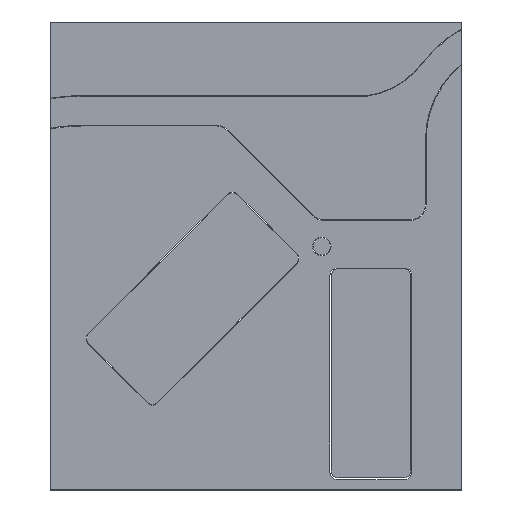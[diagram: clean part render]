
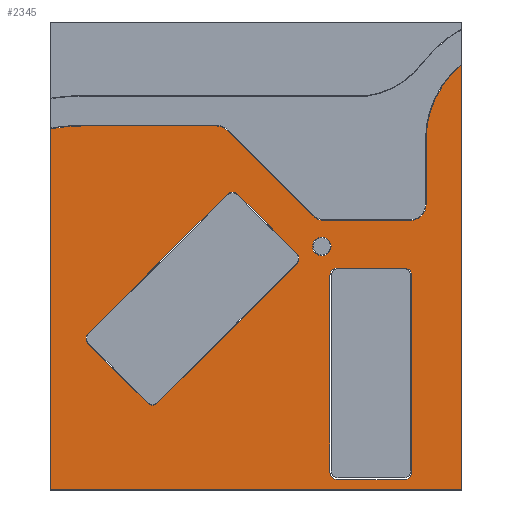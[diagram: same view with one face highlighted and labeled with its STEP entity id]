
A CAD part, top view. The second image highlights one B-rep face of the part: STEP entity #2345.
In plain terms, the highlighted planar face has unit normal (0, 0, 1).
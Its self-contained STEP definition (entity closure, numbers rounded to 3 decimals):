
#1391 = VERTEX_POINT('',#1392);
#1392 = CARTESIAN_POINT('',(189.025,-1878.759,0.5));
#1398 = EDGE_CURVE('',#1399,#1391,#1401,.T.);
#1399 = VERTEX_POINT('',#1400);
#1400 = CARTESIAN_POINT('',(190.179,-1876.306,0.5));
#1401 = CIRCLE('',#1402,3.185);
#1402 = AXIS2_PLACEMENT_3D('',#1403,#1404,#1405);
#1403 = CARTESIAN_POINT('',(192.21,-1878.759,0.5));
#1404 = DIRECTION('',(0.,0.,1.));
#1405 = DIRECTION('',(1.,0.,0.));
#1422 = EDGE_CURVE('',#1391,#1423,#1425,.T.);
#1423 = VERTEX_POINT('',#1424);
#1424 = CARTESIAN_POINT('',(189.025,-1880.842,0.5));
#1425 = LINE('',#1426,#1427);
#1426 = CARTESIAN_POINT('',(189.025,-1878.759,0.5));
#1427 = VECTOR('',#1428,1.);
#1428 = DIRECTION('',(0.,-1.,0.));
#1462 = EDGE_CURVE('',#1463,#1423,#1465,.T.);
#1463 = VERTEX_POINT('',#1464);
#1464 = CARTESIAN_POINT('',(188.527,-1881.34,0.5));
#1465 = CIRCLE('',#1466,0.498);
#1466 = AXIS2_PLACEMENT_3D('',#1467,#1468,#1469);
#1467 = CARTESIAN_POINT('',(188.527,-1880.842,0.5));
#1468 = DIRECTION('',(0.,0.,1.));
#1469 = DIRECTION('',(1.,0.,0.));
#1486 = EDGE_CURVE('',#1463,#1487,#1489,.T.);
#1487 = VERTEX_POINT('',#1488);
#1488 = CARTESIAN_POINT('',(185.715,-1881.34,0.5));
#1489 = LINE('',#1490,#1491);
#1490 = CARTESIAN_POINT('',(188.527,-1881.34,0.5));
#1491 = VECTOR('',#1492,1.);
#1492 = DIRECTION('',(-1.,0.,0.));
#1526 = EDGE_CURVE('',#1527,#1487,#1529,.T.);
#1527 = VERTEX_POINT('',#1528);
#1528 = CARTESIAN_POINT('',(185.363,-1881.194,0.5));
#1529 = CIRCLE('',#1530,0.498);
#1530 = AXIS2_PLACEMENT_3D('',#1531,#1532,#1533);
#1531 = CARTESIAN_POINT('',(185.715,-1880.842,0.5));
#1532 = DIRECTION('',(0.,0.,1.));
#1533 = DIRECTION('',(1.,0.,0.));
#1550 = EDGE_CURVE('',#1527,#1551,#1553,.T.);
#1551 = VERTEX_POINT('',#1552);
#1552 = CARTESIAN_POINT('',(182.613,-1878.444,0.5));
#1553 = LINE('',#1554,#1555);
#1554 = CARTESIAN_POINT('',(185.363,-1881.194,0.5));
#1555 = VECTOR('',#1556,1.);
#1556 = DIRECTION('',(-0.707,0.707,0.));
#1590 = VERTEX_POINT('',#1591);
#1591 = CARTESIAN_POINT('',(182.246,-1878.292,0.5));
#1597 = EDGE_CURVE('',#1551,#1590,#1598,.T.);
#1598 = CIRCLE('',#1599,0.518);
#1599 = AXIS2_PLACEMENT_3D('',#1600,#1601,#1602);
#1600 = CARTESIAN_POINT('',(182.246,-1878.81,0.5));
#1601 = DIRECTION('',(0.,0.,1.));
#1602 = DIRECTION('',(1.,0.,0.));
#1614 = EDGE_CURVE('',#1590,#1615,#1617,.T.);
#1615 = VERTEX_POINT('',#1616);
#1616 = CARTESIAN_POINT('',(177.942,-1878.292,0.5));
#1617 = LINE('',#1618,#1619);
#1618 = CARTESIAN_POINT('',(182.246,-1878.292,0.5));
#1619 = VECTOR('',#1620,1.);
#1620 = DIRECTION('',(-1.,0.,0.));
#1654 = VERTEX_POINT('',#1655);
#1655 = CARTESIAN_POINT('',(176.882,-1878.386,0.5));
#1661 = EDGE_CURVE('',#1615,#1654,#1662,.T.);
#1662 = CIRCLE('',#1663,6.004);
#1663 = AXIS2_PLACEMENT_3D('',#1664,#1665,#1666);
#1664 = CARTESIAN_POINT('',(177.942,-1884.296,0.5));
#1665 = DIRECTION('',(0.,0.,1.));
#1666 = DIRECTION('',(1.,0.,0.));
#1678 = EDGE_CURVE('',#1654,#1679,#1681,.T.);
#1679 = VERTEX_POINT('',#1680);
#1680 = CARTESIAN_POINT('',(176.882,-1890.055,0.5));
#1681 = LINE('',#1682,#1683);
#1682 = CARTESIAN_POINT('',(176.882,-1878.386,0.5));
#1683 = VECTOR('',#1684,1.);
#1684 = DIRECTION('',(0.,-1.,0.));
#1709 = EDGE_CURVE('',#1679,#1710,#1712,.T.);
#1710 = VERTEX_POINT('',#1711);
#1711 = CARTESIAN_POINT('',(190.179,-1890.055,0.5));
#1712 = LINE('',#1713,#1714);
#1713 = CARTESIAN_POINT('',(176.882,-1890.055,0.5));
#1714 = VECTOR('',#1715,1.);
#1715 = DIRECTION('',(1.,0.,0.));
#1740 = EDGE_CURVE('',#1399,#1710,#1741,.T.);
#1741 = LINE('',#1742,#1743);
#1742 = CARTESIAN_POINT('',(190.179,-1876.306,0.5));
#1743 = VECTOR('',#1744,1.);
#1744 = DIRECTION('',(0.,-1.,0.));
#1933 = VERTEX_POINT('',#1934);
#1934 = CARTESIAN_POINT('',(182.944,-1880.506,0.5));
#1940 = EDGE_CURVE('',#1933,#1941,#1943,.T.);
#1941 = VERTEX_POINT('',#1942);
#1942 = CARTESIAN_POINT('',(184.848,-1882.41,0.5));
#1943 = LINE('',#1944,#1945);
#1944 = CARTESIAN_POINT('',(182.944,-1880.506,0.5));
#1945 = VECTOR('',#1946,1.);
#1946 = DIRECTION('',(0.707,-0.707,0.));
#1965 = EDGE_CURVE('',#1966,#1941,#1968,.T.);
#1966 = VERTEX_POINT('',#1967);
#1967 = CARTESIAN_POINT('',(184.848,-1882.755,0.5));
#1968 = CIRCLE('',#1969,0.244);
#1969 = AXIS2_PLACEMENT_3D('',#1970,#1971,#1972);
#1970 = CARTESIAN_POINT('',(184.675,-1882.582,0.5));
#1971 = DIRECTION('',(0.,0.,1.));
#1972 = DIRECTION('',(1.,0.,0.));
#1989 = EDGE_CURVE('',#1966,#1990,#1992,.T.);
#1990 = VERTEX_POINT('',#1991);
#1991 = CARTESIAN_POINT('',(180.358,-1887.245,0.5));
#1992 = LINE('',#1993,#1994);
#1993 = CARTESIAN_POINT('',(184.848,-1882.755,0.5));
#1994 = VECTOR('',#1995,1.);
#1995 = DIRECTION('',(-0.707,-0.707,0.));
#2014 = EDGE_CURVE('',#2015,#1990,#2017,.T.);
#2015 = VERTEX_POINT('',#2016);
#2016 = CARTESIAN_POINT('',(180.013,-1887.245,0.5));
#2017 = CIRCLE('',#2018,0.244);
#2018 = AXIS2_PLACEMENT_3D('',#2019,#2020,#2021);
#2019 = CARTESIAN_POINT('',(180.185,-1887.073,0.5));
#2020 = DIRECTION('',(0.,0.,1.));
#2021 = DIRECTION('',(1.,0.,0.));
#2038 = EDGE_CURVE('',#2015,#2039,#2041,.T.);
#2039 = VERTEX_POINT('',#2040);
#2040 = CARTESIAN_POINT('',(178.109,-1885.341,0.5));
#2041 = LINE('',#2042,#2043);
#2042 = CARTESIAN_POINT('',(180.013,-1887.245,0.5));
#2043 = VECTOR('',#2044,1.);
#2044 = DIRECTION('',(-0.707,0.707,0.));
#2063 = EDGE_CURVE('',#2064,#2039,#2066,.T.);
#2064 = VERTEX_POINT('',#2065);
#2065 = CARTESIAN_POINT('',(178.109,-1884.996,0.5));
#2066 = CIRCLE('',#2067,0.244);
#2067 = AXIS2_PLACEMENT_3D('',#2068,#2069,#2070);
#2068 = CARTESIAN_POINT('',(178.281,-1885.169,0.5));
#2069 = DIRECTION('',(0.,0.,1.));
#2070 = DIRECTION('',(1.,0.,0.));
#2087 = EDGE_CURVE('',#2064,#2088,#2090,.T.);
#2088 = VERTEX_POINT('',#2089);
#2089 = CARTESIAN_POINT('',(182.599,-1880.506,0.5));
#2090 = LINE('',#2091,#2092);
#2091 = CARTESIAN_POINT('',(178.109,-1884.996,0.5));
#2092 = VECTOR('',#2093,1.);
#2093 = DIRECTION('',(0.707,0.707,0.));
#2112 = EDGE_CURVE('',#1933,#2088,#2113,.T.);
#2113 = CIRCLE('',#2114,0.244);
#2114 = AXIS2_PLACEMENT_3D('',#2115,#2116,#2117);
#2115 = CARTESIAN_POINT('',(182.771,-1880.679,0.5));
#2116 = DIRECTION('',(0.,0.,1.));
#2117 = DIRECTION('',(1.,0.,0.));
#2129 = VERTEX_POINT('',#2130);
#2130 = CARTESIAN_POINT('',(188.324,-1889.722,0.5));
#2136 = EDGE_CURVE('',#2129,#2137,#2139,.T.);
#2137 = VERTEX_POINT('',#2138);
#2138 = CARTESIAN_POINT('',(186.165,-1889.722,0.5));
#2139 = LINE('',#2140,#2141);
#2140 = CARTESIAN_POINT('',(188.324,-1889.722,0.5));
#2141 = VECTOR('',#2142,1.);
#2142 = DIRECTION('',(-1.,0.,0.));
#2161 = EDGE_CURVE('',#2162,#2137,#2164,.T.);
#2162 = VERTEX_POINT('',#2163);
#2163 = CARTESIAN_POINT('',(185.921,-1889.478,0.5));
#2164 = CIRCLE('',#2165,0.244);
#2165 = AXIS2_PLACEMENT_3D('',#2166,#2167,#2168);
#2166 = CARTESIAN_POINT('',(186.165,-1889.478,0.5));
#2167 = DIRECTION('',(0.,0.,1.));
#2168 = DIRECTION('',(1.,0.,0.));
#2185 = EDGE_CURVE('',#2162,#2186,#2188,.T.);
#2186 = VERTEX_POINT('',#2187);
#2187 = CARTESIAN_POINT('',(185.921,-1883.128,0.5));
#2188 = LINE('',#2189,#2190);
#2189 = CARTESIAN_POINT('',(185.921,-1889.478,0.5));
#2190 = VECTOR('',#2191,1.);
#2191 = DIRECTION('',(0.,1.,0.));
#2210 = EDGE_CURVE('',#2211,#2186,#2213,.T.);
#2211 = VERTEX_POINT('',#2212);
#2212 = CARTESIAN_POINT('',(186.165,-1882.884,0.5));
#2213 = CIRCLE('',#2214,0.244);
#2214 = AXIS2_PLACEMENT_3D('',#2215,#2216,#2217);
#2215 = CARTESIAN_POINT('',(186.165,-1883.128,0.5));
#2216 = DIRECTION('',(0.,0.,1.));
#2217 = DIRECTION('',(1.,0.,0.));
#2234 = EDGE_CURVE('',#2211,#2235,#2237,.T.);
#2235 = VERTEX_POINT('',#2236);
#2236 = CARTESIAN_POINT('',(188.324,-1882.884,0.5));
#2237 = LINE('',#2238,#2239);
#2238 = CARTESIAN_POINT('',(186.165,-1882.884,0.5));
#2239 = VECTOR('',#2240,1.);
#2240 = DIRECTION('',(1.,0.,0.));
#2259 = EDGE_CURVE('',#2260,#2235,#2262,.T.);
#2260 = VERTEX_POINT('',#2261);
#2261 = CARTESIAN_POINT('',(188.568,-1883.128,0.5));
#2262 = CIRCLE('',#2263,0.244);
#2263 = AXIS2_PLACEMENT_3D('',#2264,#2265,#2266);
#2264 = CARTESIAN_POINT('',(188.324,-1883.128,0.5));
#2265 = DIRECTION('',(0.,0.,1.));
#2266 = DIRECTION('',(1.,0.,0.));
#2283 = EDGE_CURVE('',#2260,#2284,#2286,.T.);
#2284 = VERTEX_POINT('',#2285);
#2285 = CARTESIAN_POINT('',(188.568,-1889.478,0.5));
#2286 = LINE('',#2287,#2288);
#2287 = CARTESIAN_POINT('',(188.568,-1883.128,0.5));
#2288 = VECTOR('',#2289,1.);
#2289 = DIRECTION('',(0.,-1.,0.));
#2308 = EDGE_CURVE('',#2129,#2284,#2309,.T.);
#2309 = CIRCLE('',#2310,0.244);
#2310 = AXIS2_PLACEMENT_3D('',#2311,#2312,#2313);
#2311 = CARTESIAN_POINT('',(188.324,-1889.478,0.5));
#2312 = DIRECTION('',(0.,0.,1.));
#2313 = DIRECTION('',(1.,0.,0.));
#2326 = VERTEX_POINT('',#2327);
#2327 = CARTESIAN_POINT('',(185.957,-1882.188,0.5));
#2333 = EDGE_CURVE('',#2326,#2326,#2334,.T.);
#2334 = CIRCLE('',#2335,0.3);
#2335 = AXIS2_PLACEMENT_3D('',#2336,#2337,#2338);
#2336 = CARTESIAN_POINT('',(185.657,-1882.188,0.5));
#2337 = DIRECTION('',(0.,0.,1.));
#2338 = DIRECTION('',(1.,0.,0.));
#2345 = ADVANCED_FACE('',(#2346,#2360,#2370,#2380),#2383,.T.);
#2346 = FACE_BOUND('',#2347,.T.);
#2347 = EDGE_LOOP('',(#2348,#2349,#2350,#2351,#2352,#2353,#2354,#2355,
    #2356,#2357,#2358,#2359));
#2348 = ORIENTED_EDGE('',*,*,#1398,.T.);
#2349 = ORIENTED_EDGE('',*,*,#1422,.T.);
#2350 = ORIENTED_EDGE('',*,*,#1462,.F.);
#2351 = ORIENTED_EDGE('',*,*,#1486,.T.);
#2352 = ORIENTED_EDGE('',*,*,#1526,.F.);
#2353 = ORIENTED_EDGE('',*,*,#1550,.T.);
#2354 = ORIENTED_EDGE('',*,*,#1597,.T.);
#2355 = ORIENTED_EDGE('',*,*,#1614,.T.);
#2356 = ORIENTED_EDGE('',*,*,#1661,.T.);
#2357 = ORIENTED_EDGE('',*,*,#1678,.T.);
#2358 = ORIENTED_EDGE('',*,*,#1709,.T.);
#2359 = ORIENTED_EDGE('',*,*,#1740,.F.);
#2360 = FACE_BOUND('',#2361,.T.);
#2361 = EDGE_LOOP('',(#2362,#2363,#2364,#2365,#2366,#2367,#2368,#2369));
#2362 = ORIENTED_EDGE('',*,*,#1940,.T.);
#2363 = ORIENTED_EDGE('',*,*,#1965,.F.);
#2364 = ORIENTED_EDGE('',*,*,#1989,.T.);
#2365 = ORIENTED_EDGE('',*,*,#2014,.F.);
#2366 = ORIENTED_EDGE('',*,*,#2038,.T.);
#2367 = ORIENTED_EDGE('',*,*,#2063,.F.);
#2368 = ORIENTED_EDGE('',*,*,#2087,.T.);
#2369 = ORIENTED_EDGE('',*,*,#2112,.F.);
#2370 = FACE_BOUND('',#2371,.T.);
#2371 = EDGE_LOOP('',(#2372,#2373,#2374,#2375,#2376,#2377,#2378,#2379));
#2372 = ORIENTED_EDGE('',*,*,#2136,.T.);
#2373 = ORIENTED_EDGE('',*,*,#2161,.F.);
#2374 = ORIENTED_EDGE('',*,*,#2185,.T.);
#2375 = ORIENTED_EDGE('',*,*,#2210,.F.);
#2376 = ORIENTED_EDGE('',*,*,#2234,.T.);
#2377 = ORIENTED_EDGE('',*,*,#2259,.F.);
#2378 = ORIENTED_EDGE('',*,*,#2283,.T.);
#2379 = ORIENTED_EDGE('',*,*,#2308,.F.);
#2380 = FACE_BOUND('',#2381,.F.);
#2381 = EDGE_LOOP('',(#2382));
#2382 = ORIENTED_EDGE('',*,*,#2333,.T.);
#2383 = PLANE('',#2384);
#2384 = AXIS2_PLACEMENT_3D('',#2385,#2386,#2387);
#2385 = CARTESIAN_POINT('',(183.986,-1882.289,0.5));
#2386 = DIRECTION('',(0.,0.,1.));
#2387 = DIRECTION('',(1.,0.,0.));
